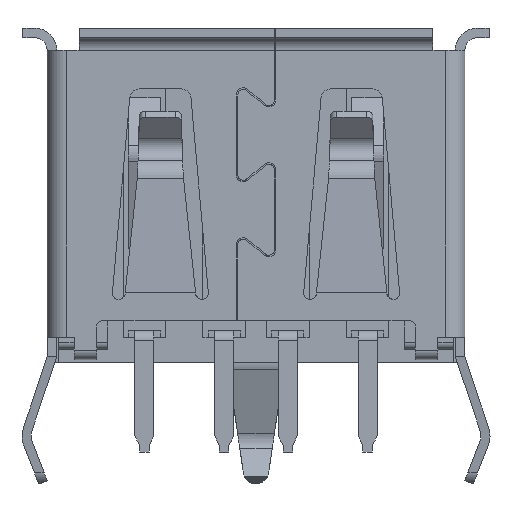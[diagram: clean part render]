
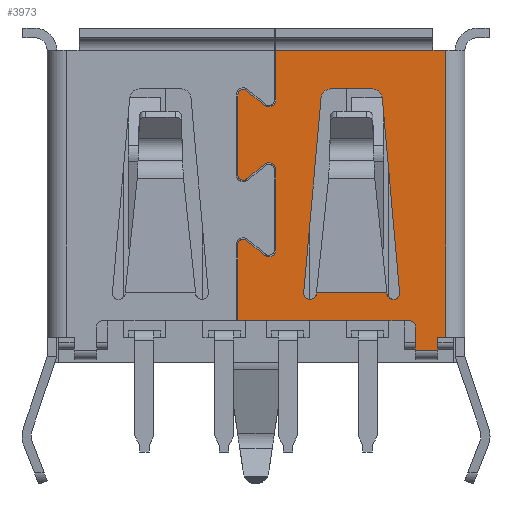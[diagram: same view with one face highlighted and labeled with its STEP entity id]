
A CAD part, front view. The second image highlights one B-rep face of the part: STEP entity #3973.
In plain terms, the highlighted planar face has unit normal (0, -1, 0).
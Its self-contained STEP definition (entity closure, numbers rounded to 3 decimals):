
#358 = VERTEX_POINT('',#359);
#359 = CARTESIAN_POINT('',(0.255,-2.86,-1.622));
#376 = VERTEX_POINT('',#377);
#377 = CARTESIAN_POINT('',(-0.287,-2.86,-1.166));
#383 = EDGE_CURVE('',#376,#358,#384,.T.);
#384 = LINE('',#385,#386);
#385 = CARTESIAN_POINT('',(-0.287,-2.86,
    -1.166));
#386 = VECTOR('',#387,1.);
#387 = DIRECTION('',(0.765,0.,-0.644));
#3119 = VERTEX_POINT('',#3120);
#3120 = CARTESIAN_POINT('',(0.625,-2.86,4.8));
#3138 = VERTEX_POINT('',#3139);
#3139 = CARTESIAN_POINT('',(5.55,-2.86,4.8));
#3146 = EDGE_CURVE('',#3119,#3138,#3147,.T.);
#3147 = LINE('',#3148,#3149);
#3148 = CARTESIAN_POINT('',(0.625,-2.86,4.8)
  );
#3149 = VECTOR('',#3150,1.);
#3150 = DIRECTION('',(1.,0.,0.));
#3609 = VERTEX_POINT('',#3610);
#3610 = CARTESIAN_POINT('',(-0.287,-2.86,0.766));
#3618 = VERTEX_POINT('',#3619);
#3619 = CARTESIAN_POINT('',(0.255,-2.86,1.222));
#3625 = EDGE_CURVE('',#3618,#3609,#3626,.T.);
#3626 = LINE('',#3627,#3628);
#3627 = CARTESIAN_POINT('',(0.255,-2.86,1.222
    ));
#3628 = VECTOR('',#3629,1.);
#3629 = DIRECTION('',(-0.765,0.,-0.644));
#3938 = VERTEX_POINT('',#3939);
#3939 = CARTESIAN_POINT('',(4.104,-2.86,-2.81));
#3956 = VERTEX_POINT('',#3957);
#3957 = CARTESIAN_POINT('',(1.896,-2.86,-2.81));
#3964 = EDGE_CURVE('',#3956,#3938,#3965,.T.);
#3965 = B_SPLINE_CURVE_WITH_KNOTS('',1,(#3966,#3967),.UNSPECIFIED.,.F.,
  .F.,(2,2),(0.,1.),.PIECEWISE_BEZIER_KNOTS.);
#3966 = CARTESIAN_POINT('',(1.896,-2.86,
    -2.81));
#3967 = CARTESIAN_POINT('',(4.104,-2.86,
    -2.81));
#3973 = ADVANCED_FACE('',(#3974,#4132),#4193,.T.);
#3974 = FACE_BOUND('',#3975,.T.);
#3975 = EDGE_LOOP('',(#3976,#3986,#3995,#4003,#4011,#4019,#4027,#4035,
    #4041,#4042,#4050,#4059,#4067,#4076,#4084,#4091,#4092,#4101,#4109,
    #4116,#4117,#4126));
#3976 = ORIENTED_EDGE('',*,*,#3977,.F.);
#3977 = EDGE_CURVE('',#3978,#3980,#3982,.T.);
#3978 = VERTEX_POINT('',#3979);
#3979 = CARTESIAN_POINT('',(4.8,-2.86,-3.68));
#3980 = VERTEX_POINT('',#3981);
#3981 = CARTESIAN_POINT('',(-0.575,-2.86,-3.68));
#3982 = LINE('',#3983,#3984);
#3983 = CARTESIAN_POINT('',(4.8,-2.86,-3.68)
  );
#3984 = VECTOR('',#3985,1.);
#3985 = DIRECTION('',(-1.,0.,0.));
#3986 = ORIENTED_EDGE('',*,*,#3987,.F.);
#3987 = EDGE_CURVE('',#3988,#3978,#3990,.T.);
#3988 = VERTEX_POINT('',#3989);
#3989 = CARTESIAN_POINT('',(5.,-2.86,-3.88));
#3990 = CIRCLE('',#3991,0.2);
#3991 = AXIS2_PLACEMENT_3D('',#3992,#3993,#3994);
#3992 = CARTESIAN_POINT('',(4.8,-2.86,-3.88)
  );
#3993 = DIRECTION('',(0.,-1.,0.));
#3994 = DIRECTION('',(1.,0.,0.));
#3995 = ORIENTED_EDGE('',*,*,#3996,.F.);
#3996 = EDGE_CURVE('',#3997,#3988,#3999,.T.);
#3997 = VERTEX_POINT('',#3998);
#3998 = CARTESIAN_POINT('',(5.,-2.86,-4.6));
#3999 = LINE('',#4000,#4001);
#4000 = CARTESIAN_POINT('',(5.,-2.86,-4.6)
  );
#4001 = VECTOR('',#4002,1.);
#4002 = DIRECTION('',(0.,0.,1.));
#4003 = ORIENTED_EDGE('',*,*,#4004,.T.);
#4004 = EDGE_CURVE('',#3997,#4005,#4007,.T.);
#4005 = VERTEX_POINT('',#4006);
#4006 = CARTESIAN_POINT('',(5.7,-2.86,-4.6));
#4007 = LINE('',#4008,#4009);
#4008 = CARTESIAN_POINT('',(5.,-2.86,-4.6)
  );
#4009 = VECTOR('',#4010,1.);
#4010 = DIRECTION('',(1.,0.,0.));
#4011 = ORIENTED_EDGE('',*,*,#4012,.T.);
#4012 = EDGE_CURVE('',#4005,#4013,#4015,.T.);
#4013 = VERTEX_POINT('',#4014);
#4014 = CARTESIAN_POINT('',(5.7,-2.86,-4.2));
#4015 = LINE('',#4016,#4017);
#4016 = CARTESIAN_POINT('',(5.7,-2.86,-4.6)
  );
#4017 = VECTOR('',#4018,1.);
#4018 = DIRECTION('',(0.,0.,1.));
#4019 = ORIENTED_EDGE('',*,*,#4020,.T.);
#4020 = EDGE_CURVE('',#4013,#4021,#4023,.T.);
#4021 = VERTEX_POINT('',#4022);
#4022 = CARTESIAN_POINT('',(5.95,-2.86,-4.2));
#4023 = LINE('',#4024,#4025);
#4024 = CARTESIAN_POINT('',(5.7,-2.86,-4.2)
  );
#4025 = VECTOR('',#4026,1.);
#4026 = DIRECTION('',(1.,0.,0.));
#4027 = ORIENTED_EDGE('',*,*,#4028,.T.);
#4028 = EDGE_CURVE('',#4021,#4029,#4031,.T.);
#4029 = VERTEX_POINT('',#4030);
#4030 = CARTESIAN_POINT('',(5.95,-2.86,4.8));
#4031 = LINE('',#4032,#4033);
#4032 = CARTESIAN_POINT('',(5.95,-2.86,-4.2)
  );
#4033 = VECTOR('',#4034,1.);
#4034 = DIRECTION('',(0.,0.,1.));
#4035 = ORIENTED_EDGE('',*,*,#4036,.F.);
#4036 = EDGE_CURVE('',#3138,#4029,#4037,.T.);
#4037 = LINE('',#4038,#4039);
#4038 = CARTESIAN_POINT('',(5.55,-2.86,4.8)
  );
#4039 = VECTOR('',#4040,1.);
#4040 = DIRECTION('',(1.,0.,0.));
#4041 = ORIENTED_EDGE('',*,*,#3146,.F.);
#4042 = ORIENTED_EDGE('',*,*,#4043,.T.);
#4043 = EDGE_CURVE('',#3119,#4044,#4046,.T.);
#4044 = VERTEX_POINT('',#4045);
#4045 = CARTESIAN_POINT('',(0.625,-2.86,3.25));
#4046 = LINE('',#4047,#4048);
#4047 = CARTESIAN_POINT('',(0.625,-2.86,4.8)
  );
#4048 = VECTOR('',#4049,1.);
#4049 = DIRECTION('',(0.,0.,-1.));
#4050 = ORIENTED_EDGE('',*,*,#4051,.F.);
#4051 = EDGE_CURVE('',#4052,#4044,#4054,.T.);
#4052 = VERTEX_POINT('',#4053);
#4053 = CARTESIAN_POINT('',(0.255,-2.86,3.078));
#4054 = CIRCLE('',#4055,0.225);
#4055 = AXIS2_PLACEMENT_3D('',#4056,#4057,#4058);
#4056 = CARTESIAN_POINT('',(0.4,-2.86,3.25)
  );
#4057 = DIRECTION('',(0.,-1.,-0.));
#4058 = DIRECTION('',(-0.644,0.,-0.765));
#4059 = ORIENTED_EDGE('',*,*,#4060,.F.);
#4060 = EDGE_CURVE('',#4061,#4052,#4063,.T.);
#4061 = VERTEX_POINT('',#4062);
#4062 = CARTESIAN_POINT('',(-0.287,-2.86,3.534));
#4063 = LINE('',#4064,#4065);
#4064 = CARTESIAN_POINT('',(-0.287,-2.86,
    3.534));
#4065 = VECTOR('',#4066,1.);
#4066 = DIRECTION('',(0.765,0.,-0.644));
#4067 = ORIENTED_EDGE('',*,*,#4068,.T.);
#4068 = EDGE_CURVE('',#4061,#4069,#4071,.T.);
#4069 = VERTEX_POINT('',#4070);
#4070 = CARTESIAN_POINT('',(-0.575,-2.86,3.4));
#4071 = CIRCLE('',#4072,0.175);
#4072 = AXIS2_PLACEMENT_3D('',#4073,#4074,#4075);
#4073 = CARTESIAN_POINT('',(-0.4,-2.86,3.4)
  );
#4074 = DIRECTION('',(0.,-1.,0.));
#4075 = DIRECTION('',(0.644,0.,0.765));
#4076 = ORIENTED_EDGE('',*,*,#4077,.F.);
#4077 = EDGE_CURVE('',#4078,#4069,#4080,.T.);
#4078 = VERTEX_POINT('',#4079);
#4079 = CARTESIAN_POINT('',(-0.575,-2.86,0.9));
#4080 = LINE('',#4081,#4082);
#4081 = CARTESIAN_POINT('',(-0.575,-2.86,0.9)
  );
#4082 = VECTOR('',#4083,1.);
#4083 = DIRECTION('',(0.,0.,1.));
#4084 = ORIENTED_EDGE('',*,*,#4085,.T.);
#4085 = EDGE_CURVE('',#4078,#3609,#4086,.T.);
#4086 = CIRCLE('',#4087,0.175);
#4087 = AXIS2_PLACEMENT_3D('',#4088,#4089,#4090);
#4088 = CARTESIAN_POINT('',(-0.4,-2.86,0.9)
  );
#4089 = DIRECTION('',(-0.,-1.,-0.));
#4090 = DIRECTION('',(-1.,0.,0.));
#4091 = ORIENTED_EDGE('',*,*,#3625,.F.);
#4092 = ORIENTED_EDGE('',*,*,#4093,.F.);
#4093 = EDGE_CURVE('',#4094,#3618,#4096,.T.);
#4094 = VERTEX_POINT('',#4095);
#4095 = CARTESIAN_POINT('',(0.625,-2.86,1.05));
#4096 = CIRCLE('',#4097,0.225);
#4097 = AXIS2_PLACEMENT_3D('',#4098,#4099,#4100);
#4098 = CARTESIAN_POINT('',(0.4,-2.86,1.05)
  );
#4099 = DIRECTION('',(0.,-1.,0.));
#4100 = DIRECTION('',(1.,0.,0.));
#4101 = ORIENTED_EDGE('',*,*,#4102,.F.);
#4102 = EDGE_CURVE('',#4103,#4094,#4105,.T.);
#4103 = VERTEX_POINT('',#4104);
#4104 = CARTESIAN_POINT('',(0.625,-2.86,-1.45));
#4105 = LINE('',#4106,#4107);
#4106 = CARTESIAN_POINT('',(0.625,-2.86,-1.45)
  );
#4107 = VECTOR('',#4108,1.);
#4108 = DIRECTION('',(0.,0.,1.));
#4109 = ORIENTED_EDGE('',*,*,#4110,.F.);
#4110 = EDGE_CURVE('',#358,#4103,#4111,.T.);
#4111 = CIRCLE('',#4112,0.225);
#4112 = AXIS2_PLACEMENT_3D('',#4113,#4114,#4115);
#4113 = CARTESIAN_POINT('',(0.4,-2.86,-1.45)
  );
#4114 = DIRECTION('',(0.,-1.,-0.));
#4115 = DIRECTION('',(-0.644,0.,-0.765));
#4116 = ORIENTED_EDGE('',*,*,#383,.F.);
#4117 = ORIENTED_EDGE('',*,*,#4118,.T.);
#4118 = EDGE_CURVE('',#376,#4119,#4121,.T.);
#4119 = VERTEX_POINT('',#4120);
#4120 = CARTESIAN_POINT('',(-0.575,-2.86,-1.3));
#4121 = CIRCLE('',#4122,0.175);
#4122 = AXIS2_PLACEMENT_3D('',#4123,#4124,#4125);
#4123 = CARTESIAN_POINT('',(-0.4,-2.86,-1.3
    ));
#4124 = DIRECTION('',(0.,-1.,0.));
#4125 = DIRECTION('',(0.644,0.,0.765));
#4126 = ORIENTED_EDGE('',*,*,#4127,.F.);
#4127 = EDGE_CURVE('',#3980,#4119,#4128,.T.);
#4128 = LINE('',#4129,#4130);
#4129 = CARTESIAN_POINT('',(-0.575,-2.86,-3.68
    ));
#4130 = VECTOR('',#4131,1.);
#4131 = DIRECTION('',(0.,0.,1.));
#4132 = FACE_BOUND('',#4133,.T.);
#4133 = EDGE_LOOP('',(#4134,#4135,#4144,#4152,#4161,#4169,#4178,#4186));
#4134 = ORIENTED_EDGE('',*,*,#3964,.F.);
#4135 = ORIENTED_EDGE('',*,*,#4136,.F.);
#4136 = EDGE_CURVE('',#4137,#3956,#4139,.T.);
#4137 = VERTEX_POINT('',#4138);
#4138 = CARTESIAN_POINT('',(1.496,-2.86,-2.792));
#4139 = CIRCLE('',#4140,0.2);
#4140 = AXIS2_PLACEMENT_3D('',#4141,#4142,#4143);
#4141 = CARTESIAN_POINT('',(1.695,-2.86,-2.81)
  );
#4142 = DIRECTION('',(-0.,-1.,0.));
#4143 = DIRECTION('',(-0.996,0.,0.089));
#4144 = ORIENTED_EDGE('',*,*,#4145,.F.);
#4145 = EDGE_CURVE('',#4146,#4137,#4148,.T.);
#4146 = VERTEX_POINT('',#4147);
#4147 = CARTESIAN_POINT('',(2.041,-2.86,3.317));
#4148 = LINE('',#4149,#4150);
#4149 = CARTESIAN_POINT('',(2.041,-2.86,3.317
    ));
#4150 = VECTOR('',#4151,1.);
#4151 = DIRECTION('',(-0.089,0.,-0.996));
#4152 = ORIENTED_EDGE('',*,*,#4153,.F.);
#4153 = EDGE_CURVE('',#4154,#4146,#4156,.T.);
#4154 = VERTEX_POINT('',#4155);
#4155 = CARTESIAN_POINT('',(2.34,-2.86,3.59));
#4156 = CIRCLE('',#4157,0.3);
#4157 = AXIS2_PLACEMENT_3D('',#4158,#4159,#4160);
#4158 = CARTESIAN_POINT('',(2.34,-2.86,3.29)
  );
#4159 = DIRECTION('',(0.,-1.,0.));
#4160 = DIRECTION('',(0.,0.,1.));
#4161 = ORIENTED_EDGE('',*,*,#4162,.F.);
#4162 = EDGE_CURVE('',#4163,#4154,#4165,.T.);
#4163 = VERTEX_POINT('',#4164);
#4164 = CARTESIAN_POINT('',(3.66,-2.86,3.59));
#4165 = LINE('',#4166,#4167);
#4166 = CARTESIAN_POINT('',(3.66,-2.86,3.59)
  );
#4167 = VECTOR('',#4168,1.);
#4168 = DIRECTION('',(-1.,0.,0.));
#4169 = ORIENTED_EDGE('',*,*,#4170,.F.);
#4170 = EDGE_CURVE('',#4171,#4163,#4173,.T.);
#4171 = VERTEX_POINT('',#4172);
#4172 = CARTESIAN_POINT('',(3.959,-2.86,3.317));
#4173 = CIRCLE('',#4174,0.3);
#4174 = AXIS2_PLACEMENT_3D('',#4175,#4176,#4177);
#4175 = CARTESIAN_POINT('',(3.66,-2.86,3.29)
  );
#4176 = DIRECTION('',(0.,-1.,0.));
#4177 = DIRECTION('',(0.996,0.,0.089));
#4178 = ORIENTED_EDGE('',*,*,#4179,.F.);
#4179 = EDGE_CURVE('',#4180,#4171,#4182,.T.);
#4180 = VERTEX_POINT('',#4181);
#4181 = CARTESIAN_POINT('',(4.504,-2.86,-2.792));
#4182 = LINE('',#4183,#4184);
#4183 = CARTESIAN_POINT('',(4.504,-2.86,
    -2.792));
#4184 = VECTOR('',#4185,1.);
#4185 = DIRECTION('',(-0.089,0.,0.996));
#4186 = ORIENTED_EDGE('',*,*,#4187,.F.);
#4187 = EDGE_CURVE('',#3938,#4180,#4188,.T.);
#4188 = CIRCLE('',#4189,0.2);
#4189 = AXIS2_PLACEMENT_3D('',#4190,#4191,#4192);
#4190 = CARTESIAN_POINT('',(4.305,-2.86,-2.81)
  );
#4191 = DIRECTION('',(-0.,-1.,-0.));
#4192 = DIRECTION('',(-1.,0.,0.));
#4193 = PLANE('',#4194);
#4194 = AXIS2_PLACEMENT_3D('',#4195,#4196,#4197);
#4195 = CARTESIAN_POINT('',(-5.95,-2.86,-4.8));
#4196 = DIRECTION('',(0.,-1.,0.));
#4197 = DIRECTION('',(0.,0.,-1.));
